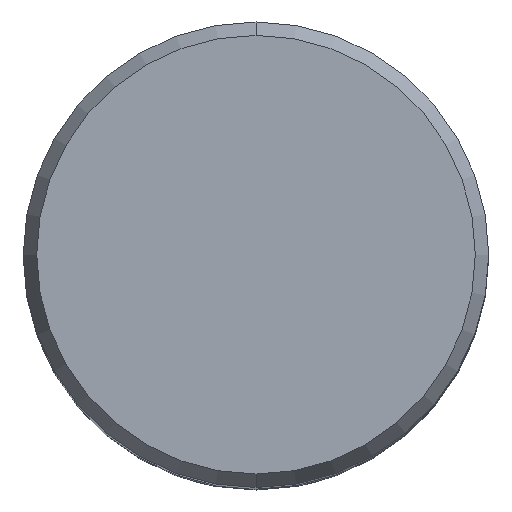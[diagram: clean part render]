
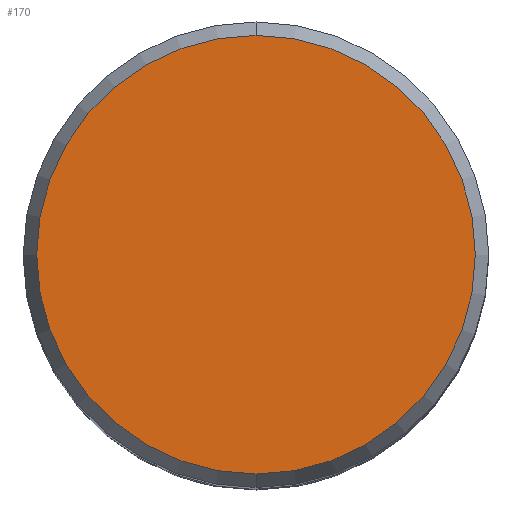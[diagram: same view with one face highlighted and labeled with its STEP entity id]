
A CAD part, top view. The second image highlights one B-rep face of the part: STEP entity #170.
In plain terms, the highlighted planar face has unit normal (0, 0, 1).
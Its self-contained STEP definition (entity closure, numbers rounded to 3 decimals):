
#162=EDGE_CURVE('',#174,#172,#298,.T.);
#170=ADVANCED_FACE('',(#306),#307,.T.);
#172=VERTEX_POINT('',#309);
#174=VERTEX_POINT('',#311);
#180=EDGE_CURVE('',#172,#174,#318,.T.);
#298=CIRCLE('',#450,14.958);
#306=FACE_OUTER_BOUND('',#463,.T.);
#307=PLANE('',#464);
#309=CARTESIAN_POINT('',(0.0,14.958,0.01));
#311=CARTESIAN_POINT('',(0.,-14.958,0.01));
#318=CIRCLE('',#476,14.958);
#450=AXIS2_PLACEMENT_3D('',#607,#608,#609);
#463=EDGE_LOOP('',(#616,#617));
#464=AXIS2_PLACEMENT_3D('',#618,#619,#620);
#476=AXIS2_PLACEMENT_3D('',#629,#630,#631);
#607=CARTESIAN_POINT('',(0.0,0.0,0.01));
#608=DIRECTION('',(0.0,0.0,-1.0));
#609=DIRECTION('',(0.0,1.0,0.0));
#616=ORIENTED_EDGE('',*,*,#180,.F.);
#617=ORIENTED_EDGE('',*,*,#162,.F.);
#618=CARTESIAN_POINT('',(0.0,7.479,0.01));
#619=DIRECTION('',(-0.0,0.0,1.0));
#620=DIRECTION('',(0.0,-1.0,0.0));
#629=CARTESIAN_POINT('',(0.0,0.0,0.01));
#630=DIRECTION('',(0.0,0.0,-1.0));
#631=DIRECTION('',(0.0,1.0,0.0));
